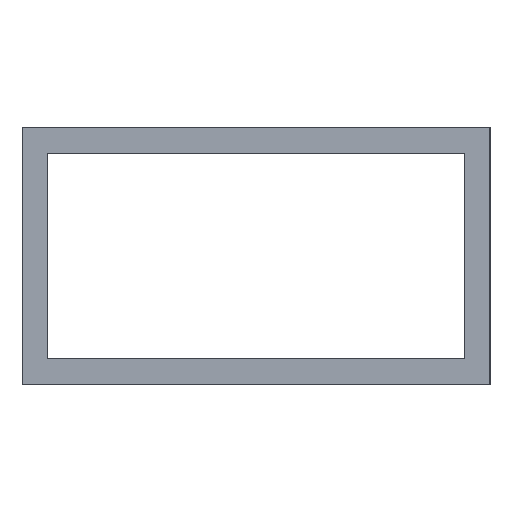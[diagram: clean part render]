
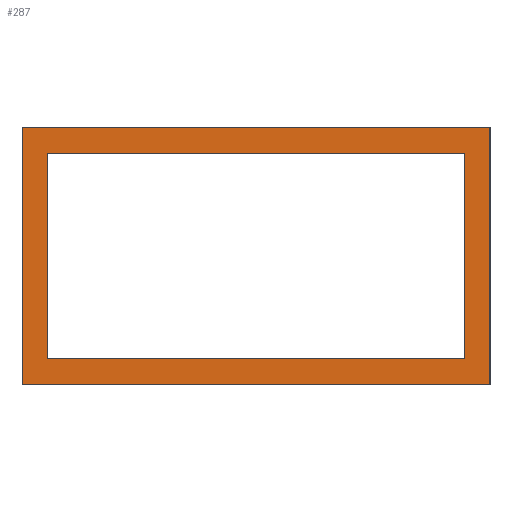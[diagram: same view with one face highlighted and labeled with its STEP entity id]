
A CAD part, left-side view. The second image highlights one B-rep face of the part: STEP entity #287.
In plain terms, the highlighted planar face has unit normal (-1, 0, 0).
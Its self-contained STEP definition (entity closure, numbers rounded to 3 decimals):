
#5 = ORIENTED_EDGE ( 'NONE', *, *, #121, .F. ) ;
#7 = VERTEX_POINT ( 'NONE', #315 ) ;
#10 = CARTESIAN_POINT ( 'NONE',  ( -600., -10., 5.5 ) ) ;
#11 = CARTESIAN_POINT ( 'NONE',  ( -600., -10., -5.5 ) ) ;
#14 = CARTESIAN_POINT ( 'NONE',  ( -600., 8.9, -4.4 ) ) ;
#19 = DIRECTION ( 'NONE',  ( 0., -1., 0. ) ) ;
#21 = VECTOR ( 'NONE', #219, 1000. ) ;
#26 = ORIENTED_EDGE ( 'NONE', *, *, #334, .T. ) ;
#35 = LINE ( 'NONE', #142, #197 ) ;
#36 = VECTOR ( 'NONE', #218, 1000. ) ;
#38 = FACE_OUTER_BOUND ( 'NONE', #267, .T. ) ;
#43 = LINE ( 'NONE', #279, #289 ) ;
#44 = LINE ( 'NONE', #14, #21 ) ;
#52 = VERTEX_POINT ( 'NONE', #93 ) ;
#53 = VERTEX_POINT ( 'NONE', #66 ) ;
#56 = ORIENTED_EDGE ( 'NONE', *, *, #312, .F. ) ;
#61 = DIRECTION ( 'NONE',  ( 0., -1., 0. ) ) ;
#65 = DIRECTION ( 'NONE',  ( 1., 0., 0. ) ) ;
#66 = CARTESIAN_POINT ( 'NONE',  ( -600., 10., -5.5 ) ) ;
#67 = VECTOR ( 'NONE', #330, 1000. ) ;
#72 = EDGE_LOOP ( 'NONE', ( #231, #271, #264, #26 ) ) ;
#76 = ORIENTED_EDGE ( 'NONE', *, *, #311, .F. ) ;
#79 = CARTESIAN_POINT ( 'NONE',  ( -600., 8.9, -4.4 ) ) ;
#80 = DIRECTION ( 'NONE',  ( 0., 1., 0. ) ) ;
#92 = CARTESIAN_POINT ( 'NONE',  ( -600., -8.9, 4.4 ) ) ;
#93 = CARTESIAN_POINT ( 'NONE',  ( -600., 10., 5.5 ) ) ;
#103 = ORIENTED_EDGE ( 'NONE', *, *, #169, .F. ) ;
#110 = CARTESIAN_POINT ( 'NONE',  ( -600., 10., 5.5 ) ) ;
#121 = EDGE_CURVE ( 'NONE', #125, #205, #162, .T. ) ;
#124 = EDGE_CURVE ( 'NONE', #202, #230, #44, .T. ) ;
#125 = VERTEX_POINT ( 'NONE', #10 ) ;
#135 = CARTESIAN_POINT ( 'NONE',  ( -600., 10., 5.5 ) ) ;
#141 = FACE_BOUND ( 'NONE', #72, .T. ) ;
#142 = CARTESIAN_POINT ( 'NONE',  ( -600., 10., -5.5 ) ) ;
#156 = DIRECTION ( 'NONE',  ( 0., 0., 1. ) ) ;
#160 = VECTOR ( 'NONE', #254, 1000. ) ;
#161 = LINE ( 'NONE', #110, #308 ) ;
#162 = LINE ( 'NONE', #186, #160 ) ;
#169 = EDGE_CURVE ( 'NONE', #53, #52, #161, .T. ) ;
#182 = LINE ( 'NONE', #92, #36 ) ;
#185 = CARTESIAN_POINT ( 'NONE',  ( -600., 8.9, 4.4 ) ) ;
#186 = CARTESIAN_POINT ( 'NONE',  ( -600., -10., 5.5 ) ) ;
#197 = VECTOR ( 'NONE', #80, 1000. ) ;
#202 = VERTEX_POINT ( 'NONE', #272 ) ;
#205 = VERTEX_POINT ( 'NONE', #11 ) ;
#209 = LINE ( 'NONE', #212, #67 ) ;
#212 = CARTESIAN_POINT ( 'NONE',  ( -600., 8.9, 4.4 ) ) ;
#218 = DIRECTION ( 'NONE',  ( 0., 0., -1. ) ) ;
#219 = DIRECTION ( 'NONE',  ( 0., 1., 0. ) ) ;
#222 = AXIS2_PLACEMENT_3D ( 'NONE', #283, #65, #252 ) ;
#224 = VECTOR ( 'NONE', #19, 1000. ) ;
#230 = VERTEX_POINT ( 'NONE', #79 ) ;
#231 = ORIENTED_EDGE ( 'NONE', *, *, #124, .T. ) ;
#245 = EDGE_CURVE ( 'NONE', #230, #317, #209, .T. ) ;
#252 = DIRECTION ( 'NONE',  ( 0., 0., -1. ) ) ;
#254 = DIRECTION ( 'NONE',  ( 0., 0., -1. ) ) ;
#255 = LINE ( 'NONE', #135, #224 ) ;
#264 = ORIENTED_EDGE ( 'NONE', *, *, #292, .T. ) ;
#267 = EDGE_LOOP ( 'NONE', ( #76, #5, #56, #103 ) ) ;
#271 = ORIENTED_EDGE ( 'NONE', *, *, #245, .T. ) ;
#272 = CARTESIAN_POINT ( 'NONE',  ( -600., -8.9, -4.4 ) ) ;
#279 = CARTESIAN_POINT ( 'NONE',  ( -600., 8.9, 4.4 ) ) ;
#283 = CARTESIAN_POINT ( 'NONE',  ( -600., 0., 0. ) ) ;
#287 = ADVANCED_FACE ( 'NONE', ( #38, #141 ), #332, .F. ) ;
#289 = VECTOR ( 'NONE', #61, 1000. ) ;
#292 = EDGE_CURVE ( 'NONE', #317, #7, #43, .T. ) ;
#308 = VECTOR ( 'NONE', #156, 1000. ) ;
#311 = EDGE_CURVE ( 'NONE', #205, #53, #35, .T. ) ;
#312 = EDGE_CURVE ( 'NONE', #52, #125, #255, .T. ) ;
#315 = CARTESIAN_POINT ( 'NONE',  ( -600., -8.9, 4.4 ) ) ;
#317 = VERTEX_POINT ( 'NONE', #185 ) ;
#330 = DIRECTION ( 'NONE',  ( 0., 0., 1. ) ) ;
#332 = PLANE ( 'NONE',  #222 ) ;
#334 = EDGE_CURVE ( 'NONE', #7, #202, #182, .T. ) ;
